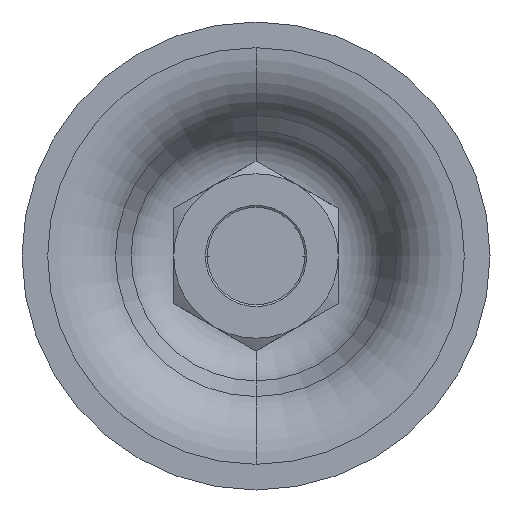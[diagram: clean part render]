
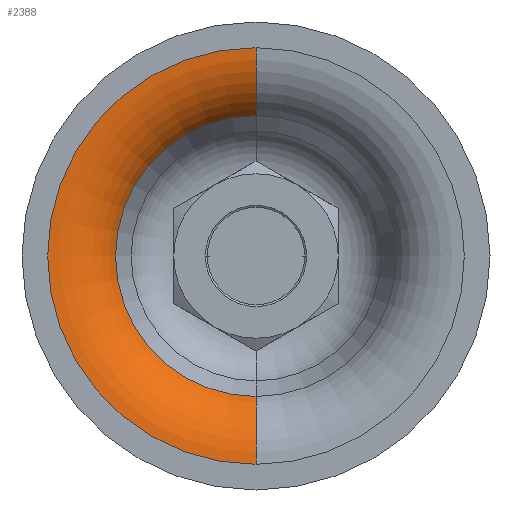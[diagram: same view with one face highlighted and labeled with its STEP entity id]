
A CAD part, front view. The second image highlights one B-rep face of the part: STEP entity #2388.
In plain terms, the highlighted toroidal (fillet/blend) face has major radius 16.472 mm and minor radius 6 mm.
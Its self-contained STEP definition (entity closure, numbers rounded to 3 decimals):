
#329 = VERTEX_POINT ( 'NONE', #993 ) ;
#330 = VERTEX_POINT ( 'NONE', #992 ) ;
#332 = EDGE_CURVE ( 'NONE', #329, #333, #991, .T. ) ;
#333 = VERTEX_POINT ( 'NONE', #986 ) ;
#336 = VERTEX_POINT ( 'NONE', #1044 ) ;
#338 = EDGE_CURVE ( 'NONE', #330, #336, #1043, .T. ) ;
#361 = EDGE_CURVE ( 'NONE', #333, #336, #1059, .T. ) ;
#986 = CARTESIAN_POINT ( 'NONE',  ( 0., 3.317, 11.106 ) ) ;
#987 = DIRECTION ( 'NONE',  ( 0., 0., -1. ) ) ;
#988 = DIRECTION ( 'NONE',  ( 1., 0., 0. ) ) ;
#989 = CARTESIAN_POINT ( 'NONE',  ( 0., 6., 16.472 ) ) ;
#990 = AXIS2_PLACEMENT_3D ( 'NONE', #989, #988, #987 ) ;
#991 = CIRCLE ( 'NONE', #990, 6. ) ;
#992 = CARTESIAN_POINT ( 'NONE',  ( 0., 0., -16.472 ) ) ;
#993 = CARTESIAN_POINT ( 'NONE',  ( 0., 0., 16.472 ) ) ;
#1039 = DIRECTION ( 'NONE',  ( 0., 0., 1. ) ) ;
#1040 = DIRECTION ( 'NONE',  ( -1., 0., 0. ) ) ;
#1041 = CARTESIAN_POINT ( 'NONE',  ( 0., 6., -16.472 ) ) ;
#1042 = AXIS2_PLACEMENT_3D ( 'NONE', #1041, #1040, #1039 ) ;
#1043 = CIRCLE ( 'NONE', #1042, 6. ) ;
#1044 = CARTESIAN_POINT ( 'NONE',  ( 0., 3.317, -11.106 ) ) ;
#1055 = DIRECTION ( 'NONE',  ( 0., 0., 1. ) ) ;
#1056 = DIRECTION ( 'NONE',  ( 0., -1., 0. ) ) ;
#1057 = CARTESIAN_POINT ( 'NONE',  ( 0., 3.317, 0. ) ) ;
#1058 = AXIS2_PLACEMENT_3D ( 'NONE', #1057, #1056, #1055 ) ;
#1059 = CIRCLE ( 'NONE', #1058, 11.106 ) ;
#1489 = DIRECTION ( 'NONE',  ( 0., 0., -1. ) ) ;
#1490 = DIRECTION ( 'NONE',  ( 0., -1., 0. ) ) ;
#1491 = AXIS2_PLACEMENT_3D ( 'NONE', #1498, #1490, #1489 ) ;
#1492 = TOROIDAL_SURFACE ( 'NONE', #1491, 16.472, 6. ) ;
#1493 = FACE_OUTER_BOUND ( 'NONE', #2391, .T. ) ;
#1498 = CARTESIAN_POINT ( 'NONE',  ( 0., 6., 0. ) ) ;
#1596 = DIRECTION ( 'NONE',  ( 0., 0., -1. ) ) ;
#1597 = DIRECTION ( 'NONE',  ( 0., 1., 0. ) ) ;
#1598 = CARTESIAN_POINT ( 'NONE',  ( 0., 0., 0. ) ) ;
#1599 = AXIS2_PLACEMENT_3D ( 'NONE', #1598, #1597, #1596 ) ;
#1600 = CIRCLE ( 'NONE', #1599, 16.472 ) ;
#2378 = ORIENTED_EDGE ( 'NONE', *, *, #338, .T. ) ;
#2379 = ORIENTED_EDGE ( 'NONE', *, *, #2429, .F. ) ;
#2380 = ORIENTED_EDGE ( 'NONE', *, *, #332, .F. ) ;
#2384 = ORIENTED_EDGE ( 'NONE', *, *, #361, .F. ) ;
#2388 = ADVANCED_FACE ( 'NONE', ( #1493 ), #1492, .T. ) ;
#2391 = EDGE_LOOP ( 'NONE', ( #2380, #2379, #2378, #2384 ) ) ;
#2429 = EDGE_CURVE ( 'NONE', #330, #329, #1600, .T. ) ;
